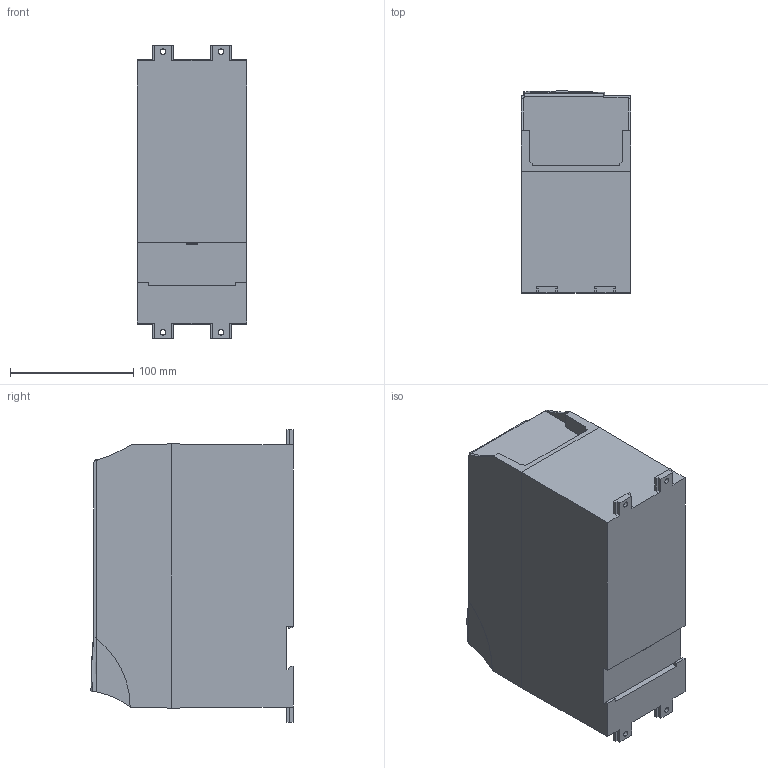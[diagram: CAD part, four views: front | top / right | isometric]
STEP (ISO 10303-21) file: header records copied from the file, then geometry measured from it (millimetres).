
FILE_DESCRIPTION (( 'STEP AP214' ), '1' );
FILE_NAME ('CFW320C11P0T4NB20.STEP', '2024-09-03T23:17:35', ( '' ), ( '' ), 'SwSTEP 2.0', 'SolidWorks 2021', '' );
FILE_SCHEMA (( 'AUTOMOTIVE_DESIGN' ));
Length unit declared in the file: inch
Products named in the file (1): CFW320C11P0T4NB20
Bounding box: 89 x 164.01 x 237.52 mm (x, y, z)
Volume: 2957532.2 mm3; surface area: 138949 mm2
Topology: 1 solids, 1 shells, 206 faces, 547 edges, 354 vertices
Faces by surface type: plane 165, cylinder 28, cone 10, bspline 3
Entity records: 6504 total; most frequent: CARTESIAN_POINT 1332, ORIENTED_EDGE 1094, DIRECTION 1000, EDGE_CURVE 547, LINE 456, VECTOR 456, VERTEX_POINT 354, AXIS2_PLACEMENT_3D 272
